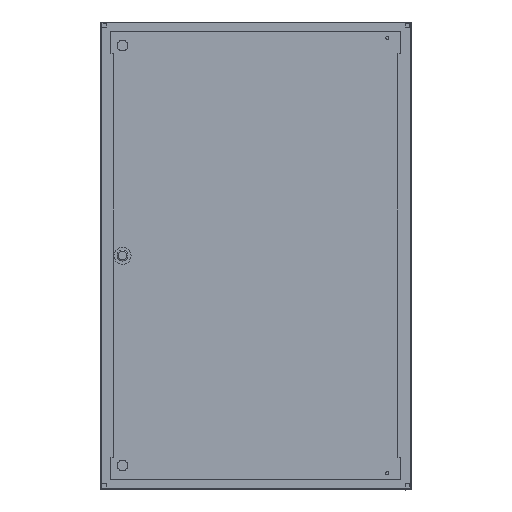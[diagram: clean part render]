
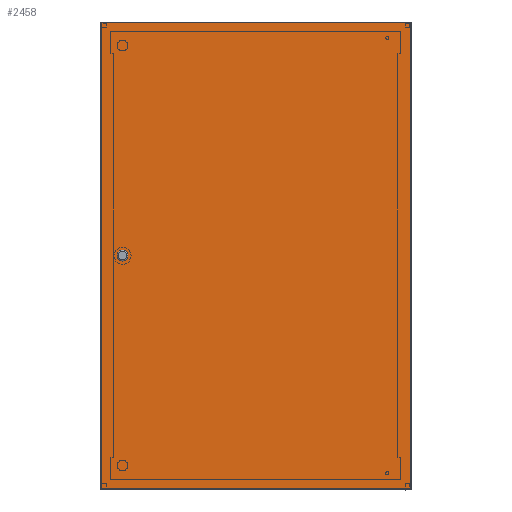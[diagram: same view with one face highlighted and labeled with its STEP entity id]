
A CAD part, top view. The second image highlights one B-rep face of the part: STEP entity #2458.
In plain terms, the highlighted face is planar.
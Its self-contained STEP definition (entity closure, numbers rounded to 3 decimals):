
#313 = VERTEX_POINT ( 'NONE', #7057 ) ;
#457 = VERTEX_POINT ( 'NONE', #6920 ) ;
#603 = EDGE_CURVE ( 'NONE', #843, #2050, #10846, .T. ) ;
#843 = VERTEX_POINT ( 'NONE', #12633 ) ;
#919 = DIRECTION ( 'NONE',  ( 0., 1., 0. ) ) ;
#1282 = EDGE_LOOP ( 'NONE', ( #14632, #13749 ) ) ;
#1289 = CIRCLE ( 'NONE', #1771, 14. ) ;
#1412 = CARTESIAN_POINT ( 'NONE',  ( 397.5, 599.25, 0. ) ) ;
#1493 = CARTESIAN_POINT ( 'NONE',  ( 397.5, 599.25, 0. ) ) ;
#1584 = DIRECTION ( 'NONE',  ( 0., 0., -1. ) ) ;
#1713 = FACE_OUTER_BOUND ( 'NONE', #11516, .T. ) ;
#1771 = AXIS2_PLACEMENT_3D ( 'NONE', #8228, #3804, #7322 ) ;
#2050 = VERTEX_POINT ( 'NONE', #7440 ) ;
#2169 = VECTOR ( 'NONE', #919, 1000. ) ;
#2402 = DIRECTION ( 'NONE',  ( 0., -1., 0. ) ) ;
#2458 = ADVANCED_FACE ( 'NONE', ( #4929, #1713 ), #12010, .T. ) ;
#2514 = VERTEX_POINT ( 'NONE', #1493 ) ;
#2669 = VECTOR ( 'NONE', #2402, 1000. ) ;
#2745 = EDGE_CURVE ( 'NONE', #2050, #843, #1289, .T. ) ;
#3804 = DIRECTION ( 'NONE',  ( 0., 0., -1. ) ) ;
#3830 = VECTOR ( 'NONE', #14449, 1000. ) ;
#3846 = LINE ( 'NONE', #1412, #3830 ) ;
#4456 = ORIENTED_EDGE ( 'NONE', *, *, #13822, .F. ) ;
#4929 = FACE_BOUND ( 'NONE', #1282, .T. ) ;
#5365 = CARTESIAN_POINT ( 'NONE',  ( 397.5, -599.25, 0. ) ) ;
#6213 = CARTESIAN_POINT ( 'NONE',  ( 0., 0., 0. ) ) ;
#6399 = VERTEX_POINT ( 'NONE', #10733 ) ;
#6474 = ORIENTED_EDGE ( 'NONE', *, *, #8712, .F. ) ;
#6694 = CARTESIAN_POINT ( 'NONE',  ( 397.5, 599.25, 0. ) ) ;
#6830 = EDGE_CURVE ( 'NONE', #313, #457, #13371, .T. ) ;
#6920 = CARTESIAN_POINT ( 'NONE',  ( 397.5, -599.25, 0. ) ) ;
#7057 = CARTESIAN_POINT ( 'NONE',  ( -397.5, -599.25, 0. ) ) ;
#7322 = DIRECTION ( 'NONE',  ( -1., 0., 0. ) ) ;
#7440 = CARTESIAN_POINT ( 'NONE',  ( 328.5, 0., 0. ) ) ;
#7453 = DIRECTION ( 'NONE',  ( -1., 0., 0. ) ) ;
#8228 = CARTESIAN_POINT ( 'NONE',  ( 342.5, 0., 0. ) ) ;
#8712 = EDGE_CURVE ( 'NONE', #2514, #6399, #3846, .T. ) ;
#9407 = LINE ( 'NONE', #11475, #2669 ) ;
#9571 = DIRECTION ( 'NONE',  ( -1., 0., 0. ) ) ;
#9634 = ORIENTED_EDGE ( 'NONE', *, *, #6830, .F. ) ;
#10733 = CARTESIAN_POINT ( 'NONE',  ( -397.5, 599.25, 0. ) ) ;
#10846 = CIRCLE ( 'NONE', #11578, 14. ) ;
#11475 = CARTESIAN_POINT ( 'NONE',  ( -397.5, 599.25, 0. ) ) ;
#11516 = EDGE_LOOP ( 'NONE', ( #4456, #6474, #12105, #9634 ) ) ;
#11578 = AXIS2_PLACEMENT_3D ( 'NONE', #12030, #1584, #7453 ) ;
#11939 = DIRECTION ( 'NONE',  ( 0., 0., -1. ) ) ;
#12010 = PLANE ( 'NONE',  #14672 ) ;
#12030 = CARTESIAN_POINT ( 'NONE',  ( 342.5, 0., 0. ) ) ;
#12105 = ORIENTED_EDGE ( 'NONE', *, *, #13455, .F. ) ;
#12633 = CARTESIAN_POINT ( 'NONE',  ( 356.5, 0., 0. ) ) ;
#13122 = VECTOR ( 'NONE', #14505, 1000. ) ;
#13371 = LINE ( 'NONE', #5365, #13122 ) ;
#13455 = EDGE_CURVE ( 'NONE', #457, #2514, #13718, .T. ) ;
#13718 = LINE ( 'NONE', #6694, #2169 ) ;
#13749 = ORIENTED_EDGE ( 'NONE', *, *, #2745, .F. ) ;
#13822 = EDGE_CURVE ( 'NONE', #6399, #313, #9407, .T. ) ;
#14449 = DIRECTION ( 'NONE',  ( -1., 0., 0. ) ) ;
#14505 = DIRECTION ( 'NONE',  ( 1., 0., 0. ) ) ;
#14632 = ORIENTED_EDGE ( 'NONE', *, *, #603, .F. ) ;
#14672 = AXIS2_PLACEMENT_3D ( 'NONE', #6213, #11939, #9571 ) ;
